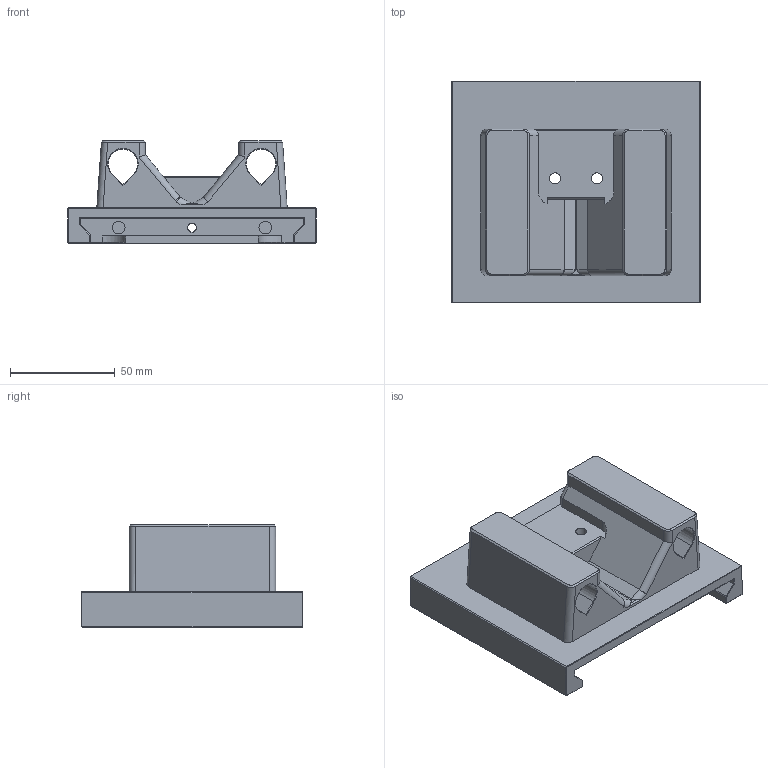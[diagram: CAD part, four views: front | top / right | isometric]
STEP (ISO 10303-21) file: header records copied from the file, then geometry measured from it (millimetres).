
FILE_DESCRIPTION(/* description */ (''),/* implementation_level */ '2;1');
FILE_NAME(/* name */ 'sled.step',/* time_stamp */ '2025-03-31T12:10:19+02:00',/* author */ (''),/* organization */ (''),/* preprocessor_version */ 'ST-DEVELOPER v20.1',/* originating_system */ 'Autodesk Translation Framework v14.4.0.0',/* authorisation */ '');
FILE_SCHEMA (('AUTOMOTIVE_DESIGN { 1 0 10303 214 3 1 1 }'));
Length unit declared in the file: millimetre
Products named in the file (1): sled
Bounding box: 119 x 106 x 49 mm (x, y, z)
Volume: 254776.9 mm3; surface area: 53777.8 mm2
Topology: 1 solids, 1 shells, 156 faces, 390 edges, 239 vertices
Faces by surface type: plane 105, cylinder 32, cone 12, bspline 7
Full cylindrical faces by diameter (mm): 5.3 x2, 6 x2
Entity records: 4751 total; most frequent: CARTESIAN_POINT 990, ORIENTED_EDGE 780, DIRECTION 745, EDGE_CURVE 390, LINE 301, VECTOR 301, VERTEX_POINT 239, AXIS2_PLACEMENT_3D 222
